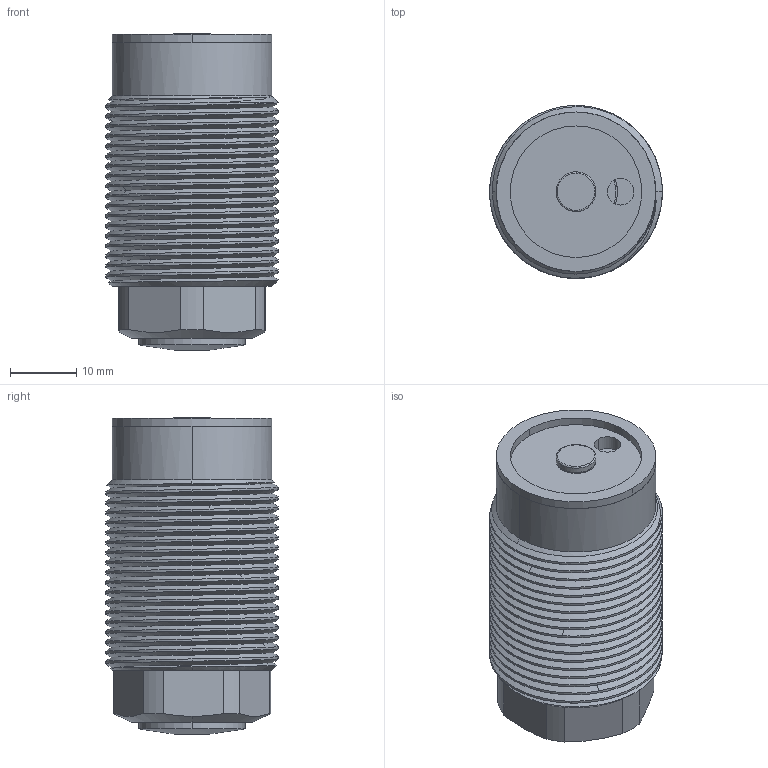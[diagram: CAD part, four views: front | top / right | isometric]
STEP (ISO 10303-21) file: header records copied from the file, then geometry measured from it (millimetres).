
FILE_DESCRIPTION (( 'STEP AP203' ), '1' );
FILE_NAME ('ctc-16a_asm.STEP', '2018-08-14T00:49:29', ( '' ), ( '' ), 'SwSTEP 2.0', 'SolidWorks 2015', '' );
FILE_SCHEMA (( 'CONFIG_CONTROL_DESIGN' ));
Length unit declared in the file: millimetre
Products named in the file (6): CTC-16DP; CTC-16ABT; CTC-16AHG; CTC-16AMD; CTC-16AHSG; ctc-16a_asm
Assembly tree (5 placements, depth 2):
  ctc-16a_asm
    CTC-16ABT
    CTC-16AHSG
    CTC-16AHG
    CTC-16AMD
    CTC-16DP
Bounding box: 26 x 26 x 47.57 mm (x, y, z)
Volume: 17468.6 mm3; surface area: 14299.8 mm2
Topology: 5 solids, 5 shells, 124 faces, 388 edges, 282 vertices
Faces by surface type: cylinder 77, plane 24, bspline 17, cone 6
Entity records: 9652 total; most frequent: CARTESIAN_POINT 5853, ORIENTED_EDGE 774, DIRECTION 516, EDGE_CURVE 387, VERTEX_POINT 282, AXIS2_PLACEMENT_3D 208, B_SPLINE_CURVE_WITH_KNOTS 190, EDGE_LOOP 141
